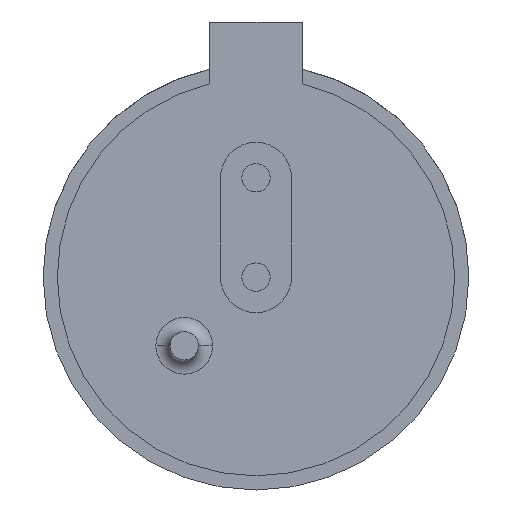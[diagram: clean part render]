
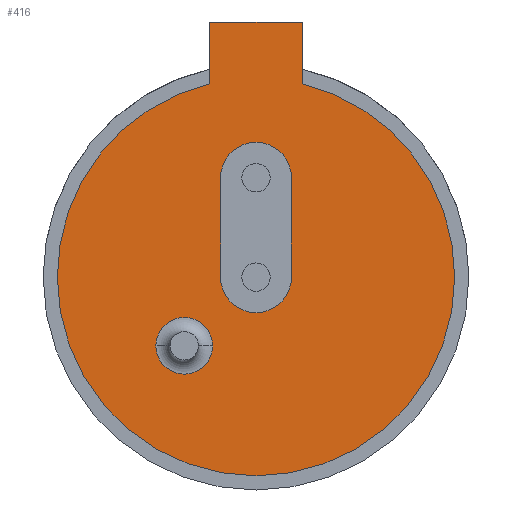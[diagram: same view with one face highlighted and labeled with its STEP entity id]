
A CAD part, front view. The second image highlights one B-rep face of the part: STEP entity #416.
In plain terms, the highlighted planar face has unit normal (0, -1, 0).
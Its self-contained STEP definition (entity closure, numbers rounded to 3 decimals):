
#2 = ORIENTED_EDGE ( 'NONE', *, *, #313, .T. ) ;
#13 = CARTESIAN_POINT ( 'NONE',  ( 0.65, -19.97, 2.29 ) ) ;
#27 = CARTESIAN_POINT ( 'NONE',  ( -0.5, -19.97, 1.4 ) ) ;
#39 = CARTESIAN_POINT ( 'NONE',  ( 0., -19.97, 0. ) ) ;
#46 = AXIS2_PLACEMENT_3D ( 'NONE', #1554, #1539, #1535 ) ;
#86 = DIRECTION ( 'NONE',  ( 1., 0., 0. ) ) ;
#88 = DIRECTION ( 'NONE',  ( 0., 1., 0. ) ) ;
#178 = DIRECTION ( 'NONE',  ( 0., 0., -1. ) ) ;
#185 = ORIENTED_EDGE ( 'NONE', *, *, #1754, .F. ) ;
#186 = ORIENTED_EDGE ( 'NONE', *, *, #1473, .F. ) ;
#213 = CARTESIAN_POINT ( 'NONE',  ( 0., -19.97, 1.4 ) ) ;
#218 = CARTESIAN_POINT ( 'NONE',  ( -0.5, -19.97, 1.4 ) ) ;
#223 = CARTESIAN_POINT ( 'NONE',  ( 2.8, -19.97, 0. ) ) ;
#265 = ORIENTED_EDGE ( 'NONE', *, *, #1257, .F. ) ;
#309 = DIRECTION ( 'NONE',  ( 0., 0., 1. ) ) ;
#313 = EDGE_CURVE ( 'NONE', #1266, #1230, #1054, .T. ) ;
#317 = ORIENTED_EDGE ( 'NONE', *, *, #1409, .F. ) ;
#366 = VERTEX_POINT ( 'NONE', #1768 ) ;
#370 = AXIS2_PLACEMENT_3D ( 'NONE', #1343, #1406, #1339 ) ;
#386 = VECTOR ( 'NONE', #178, 1000. ) ;
#391 = CARTESIAN_POINT ( 'NONE',  ( -2.8, -19.97, 0. ) ) ;
#402 = LINE ( 'NONE', #218, #386 ) ;
#404 = DIRECTION ( 'NONE',  ( -1., 0., 0. ) ) ;
#406 = DIRECTION ( 'NONE',  ( 0., 1., 0. ) ) ;
#407 = LINE ( 'NONE', #1017, #412 ) ;
#412 = VECTOR ( 'NONE', #1502, 1000. ) ;
#415 = CARTESIAN_POINT ( 'NONE',  ( -1.011, -19.97, -0.968 ) ) ;
#416 = ADVANCED_FACE ( 'NONE', ( #1019, #974, #979 ), #1752, .F. ) ;
#417 = CARTESIAN_POINT ( 'NONE',  ( -0.65, -19.97, 3.595 ) ) ;
#425 = AXIS2_PLACEMENT_3D ( 'NONE', #213, #1834, #1607 ) ;
#440 = CARTESIAN_POINT ( 'NONE',  ( -0.65, -19.97, 2.29 ) ) ;
#450 = CIRCLE ( 'NONE', #370, 2.8 ) ;
#456 = CIRCLE ( 'NONE', #425, 0.5 ) ;
#475 = DIRECTION ( 'NONE',  ( 0., 1., 0. ) ) ;
#483 = ORIENTED_EDGE ( 'NONE', *, *, #1794, .F. ) ;
#490 = CIRCLE ( 'NONE', #562, 0.5 ) ;
#492 = CARTESIAN_POINT ( 'NONE',  ( -1.011, -19.97, -0.968 ) ) ;
#498 = VERTEX_POINT ( 'NONE', #876 ) ;
#546 = CIRCLE ( 'NONE', #1022, 2.8 ) ;
#547 = CARTESIAN_POINT ( 'NONE',  ( 0.5, -19.97, 0. ) ) ;
#552 = EDGE_CURVE ( 'NONE', #1230, #1784, #896, .T. ) ;
#562 = AXIS2_PLACEMENT_3D ( 'NONE', #1373, #1565, #1364 ) ;
#577 = ORIENTED_EDGE ( 'NONE', *, *, #761, .T. ) ;
#592 = CIRCLE ( 'NONE', #1164, 0.4 ) ;
#629 = DIRECTION ( 'NONE',  ( -1., 0., 0. ) ) ;
#677 = EDGE_CURVE ( 'NONE', #1363, #366, #833, .T. ) ;
#699 = VECTOR ( 'NONE', #1472, 1000. ) ;
#718 = LINE ( 'NONE', #440, #699 ) ;
#761 = EDGE_CURVE ( 'NONE', #1497, #498, #813, .T. ) ;
#797 = ORIENTED_EDGE ( 'NONE', *, *, #983, .T. ) ;
#813 = CIRCLE ( 'NONE', #1775, 0.4 ) ;
#828 = CARTESIAN_POINT ( 'NONE',  ( 0.65, -19.97, 2.724 ) ) ;
#833 = CIRCLE ( 'NONE', #1829, 2.8 ) ;
#835 = CARTESIAN_POINT ( 'NONE',  ( 0.5, -19.97, 1.4 ) ) ;
#837 = CARTESIAN_POINT ( 'NONE',  ( 0., -19.97, 0. ) ) ;
#842 = DIRECTION ( 'NONE',  ( -1., 0., 0. ) ) ;
#876 = CARTESIAN_POINT ( 'NONE',  ( -0.611, -19.97, -0.968 ) ) ;
#896 = LINE ( 'NONE', #417, #916 ) ;
#904 = CARTESIAN_POINT ( 'NONE',  ( 0.65, -19.97, 3.595 ) ) ;
#914 = CARTESIAN_POINT ( 'NONE',  ( -0.5, -19.97, 0. ) ) ;
#916 = VECTOR ( 'NONE', #842, 1000. ) ;
#945 = VERTEX_POINT ( 'NONE', #27 ) ;
#974 = FACE_BOUND ( 'NONE', #1030, .T. ) ;
#979 = FACE_OUTER_BOUND ( 'NONE', #1764, .T. ) ;
#983 = EDGE_CURVE ( 'NONE', #1784, #366, #718, .T. ) ;
#1017 = CARTESIAN_POINT ( 'NONE',  ( 0.5, -19.97, 0. ) ) ;
#1019 = FACE_BOUND ( 'NONE', #1638, .T. ) ;
#1022 = AXIS2_PLACEMENT_3D ( 'NONE', #837, #1062, #1329 ) ;
#1030 = EDGE_LOOP ( 'NONE', ( #483, #186, #185, #317 ) ) ;
#1054 = LINE ( 'NONE', #13, #1064 ) ;
#1062 = DIRECTION ( 'NONE',  ( 0., 1., 0. ) ) ;
#1064 = VECTOR ( 'NONE', #309, 1000. ) ;
#1104 = CARTESIAN_POINT ( 'NONE',  ( -0.65, -19.97, 3.595 ) ) ;
#1127 = EDGE_CURVE ( 'NONE', #498, #1497, #592, .T. ) ;
#1137 = ORIENTED_EDGE ( 'NONE', *, *, #1127, .T. ) ;
#1164 = AXIS2_PLACEMENT_3D ( 'NONE', #492, #475, #629 ) ;
#1174 = VERTEX_POINT ( 'NONE', #547 ) ;
#1230 = VERTEX_POINT ( 'NONE', #904 ) ;
#1257 = EDGE_CURVE ( 'NONE', #1408, #1363, #546, .T. ) ;
#1266 = VERTEX_POINT ( 'NONE', #828 ) ;
#1291 = VERTEX_POINT ( 'NONE', #835 ) ;
#1329 = DIRECTION ( 'NONE',  ( 1., 0., 0. ) ) ;
#1339 = DIRECTION ( 'NONE',  ( 1., 0., 0. ) ) ;
#1343 = CARTESIAN_POINT ( 'NONE',  ( 0., -19.97, 0. ) ) ;
#1363 = VERTEX_POINT ( 'NONE', #391 ) ;
#1364 = DIRECTION ( 'NONE',  ( 1., 0., 0. ) ) ;
#1373 = CARTESIAN_POINT ( 'NONE',  ( 0., -19.97, 0. ) ) ;
#1397 = ORIENTED_EDGE ( 'NONE', *, *, #677, .F. ) ;
#1406 = DIRECTION ( 'NONE',  ( 0., 1., 0. ) ) ;
#1408 = VERTEX_POINT ( 'NONE', #223 ) ;
#1409 = EDGE_CURVE ( 'NONE', #1429, #1174, #490, .T. ) ;
#1429 = VERTEX_POINT ( 'NONE', #914 ) ;
#1472 = DIRECTION ( 'NONE',  ( 0., 0., -1. ) ) ;
#1473 = EDGE_CURVE ( 'NONE', #1291, #945, #456, .T. ) ;
#1497 = VERTEX_POINT ( 'NONE', #1729 ) ;
#1502 = DIRECTION ( 'NONE',  ( 0., 0., 1. ) ) ;
#1535 = DIRECTION ( 'NONE',  ( -1., 0., 0. ) ) ;
#1537 = EDGE_CURVE ( 'NONE', #1266, #1408, #450, .T. ) ;
#1539 = DIRECTION ( 'NONE',  ( 0., 1., 0. ) ) ;
#1554 = CARTESIAN_POINT ( 'NONE',  ( 3., -19.97, 0. ) ) ;
#1565 = DIRECTION ( 'NONE',  ( 0., -1., 0. ) ) ;
#1607 = DIRECTION ( 'NONE',  ( 1., 0., 0. ) ) ;
#1638 = EDGE_LOOP ( 'NONE', ( #577, #1137 ) ) ;
#1685 = ORIENTED_EDGE ( 'NONE', *, *, #1537, .F. ) ;
#1729 = CARTESIAN_POINT ( 'NONE',  ( -1.411, -19.97, -0.968 ) ) ;
#1752 = PLANE ( 'NONE',  #46 ) ;
#1754 = EDGE_CURVE ( 'NONE', #1174, #1291, #407, .T. ) ;
#1764 = EDGE_LOOP ( 'NONE', ( #1685, #2, #1770, #797, #1397, #265 ) ) ;
#1768 = CARTESIAN_POINT ( 'NONE',  ( -0.65, -19.97, 2.724 ) ) ;
#1770 = ORIENTED_EDGE ( 'NONE', *, *, #552, .T. ) ;
#1775 = AXIS2_PLACEMENT_3D ( 'NONE', #415, #406, #404 ) ;
#1784 = VERTEX_POINT ( 'NONE', #1104 ) ;
#1794 = EDGE_CURVE ( 'NONE', #945, #1429, #402, .T. ) ;
#1829 = AXIS2_PLACEMENT_3D ( 'NONE', #39, #88, #86 ) ;
#1834 = DIRECTION ( 'NONE',  ( 0., -1., 0. ) ) ;
